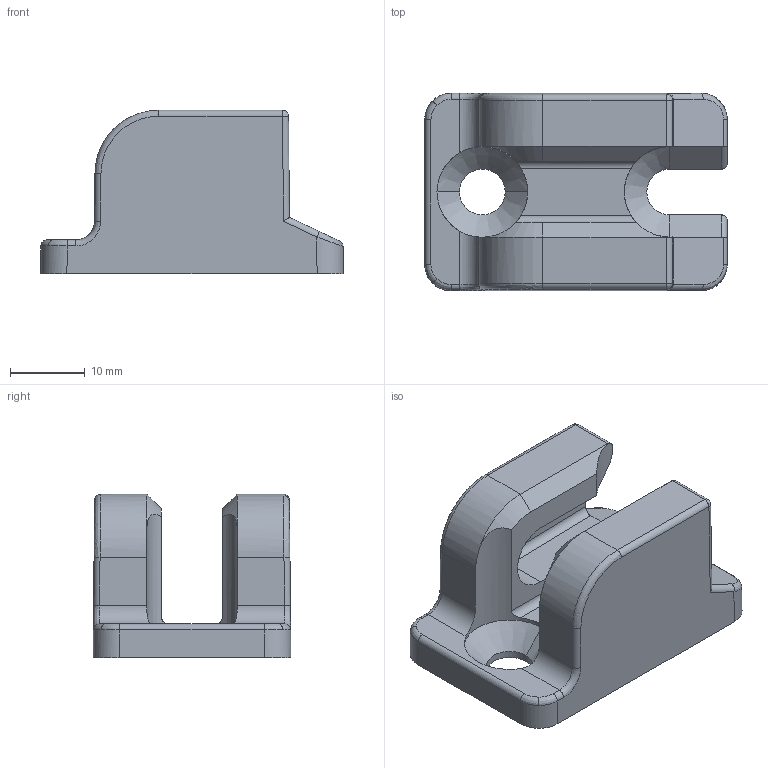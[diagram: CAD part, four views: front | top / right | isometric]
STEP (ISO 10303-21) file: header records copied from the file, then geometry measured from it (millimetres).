
FILE_DESCRIPTION (( 'STEP AP203' ), '1' );
FILE_NAME ('ILK02.1.1.STEP', '2022-03-14T11:51:42', ( '' ), ( '' ), 'SwSTEP 2.0', 'SolidWorks 2021', '' );
FILE_SCHEMA (( 'CONFIG_CONTROL_DESIGN' ));
Length unit declared in the file: millimetre
Products named in the file (1): ILK02.1.1
Bounding box: 40.38 x 26.38 x 21.8 mm (x, y, z)
Volume: 8000.7 mm3; surface area: 5420.2 mm2
Topology: 1 solids, 1 shells, 146 faces, 371 edges, 221 vertices
Faces by surface type: cylinder 67, plane 41, bspline 31, cone 7
Entity records: 5710 total; most frequent: CARTESIAN_POINT 2391, ORIENTED_EDGE 730, DIRECTION 622, EDGE_CURVE 365, AXIS2_PLACEMENT_3D 224, VERTEX_POINT 221, LINE 174, VECTOR 174
